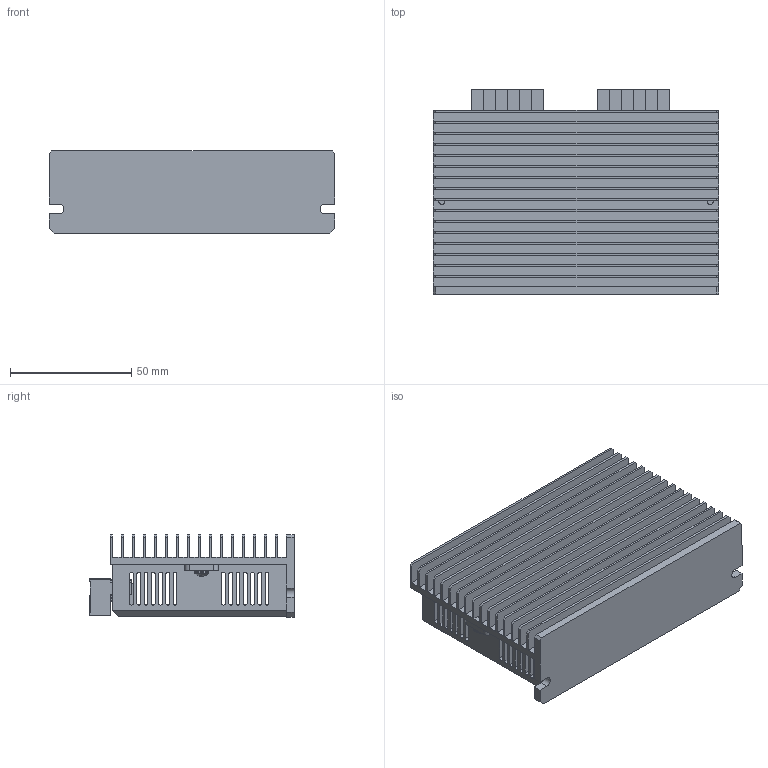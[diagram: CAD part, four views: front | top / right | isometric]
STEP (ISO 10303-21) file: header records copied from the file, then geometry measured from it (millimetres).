
FILE_DESCRIPTION (( 'STEP AP214' ), '1' );
FILE_NAME ('DM542.STEP', '2021-07-22T03:16:44', ( '' ), ( '' ), 'SwSTEP 2.0', 'SolidWorks 2020', '' );
FILE_SCHEMA (( 'AUTOMOTIVE_DESIGN' ));
Length unit declared in the file: millimetre
Products named in the file (12): Pan Head  M3x5_96741A118; 緊迫; DIP Switch; DM542; 散熱片; 端子(1P); 端子(6P); Switch; 外殼; 固定螺絲; LED
Assembly tree (36 placements, depth 3):
  DM542
    散熱片
    外殼
    Pan Head  M3x5_96741A118  x2
    端子(6P)  x2
      端子(1P)
      固定螺絲
      緊迫
    LED  x2
    DIP Switch
      DIP Switch
      Switch  x8
Bounding box: 118 x 84.6 x 34 mm (x, y, z)
Volume: 85748.7 mm3; surface area: 100277.6 mm2
Topology: 51 solids, 51 shells, 1555 faces, 4064 edges, 2660 vertices
Faces by surface type: plane 1061, cylinder 370, bspline 66, cone 42, torus 12, sphere 4
Entity records: 27528 total; most frequent: CARTESIAN_POINT 8874, ORIENTED_EDGE 3920, DIRECTION 3439, EDGE_CURVE 1960, LINE 1381, VECTOR 1381, VERTEX_POINT 1284, AXIS2_PLACEMENT_3D 1029
